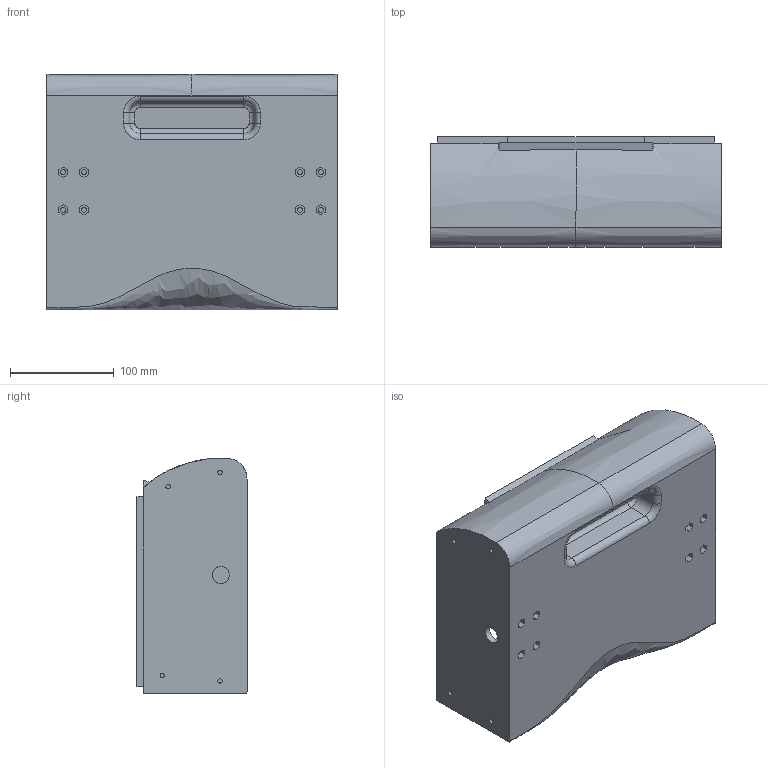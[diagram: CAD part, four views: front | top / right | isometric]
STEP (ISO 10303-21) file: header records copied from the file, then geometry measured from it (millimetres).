
FILE_DESCRIPTION(/* description */ (''),/* implementation_level */ '2;1');
FILE_NAME(/* name */ 'Motor_body_lower.step',/* time_stamp */ '2021-10-01T12:20:40+02:00',/* author */ (''),/* organization */ (''),/* preprocessor_version */ 'ST-DEVELOPER v18.1',/* originating_system */ 'Autodesk Translation Framework v10.10.0.1391',/* authorisation */ '');
FILE_SCHEMA (('AUTOMOTIVE_DESIGN { 1 0 10303 214 3 1 1 }'));
Length unit declared in the file: millimetre
Products named in the file (1): Main Body
Bounding box: 280 x 106 x 226.66 mm (x, y, z)
Volume: 1162730.3 mm3; surface area: 392819.1 mm2
Topology: 1 solids, 1 shells, 381 faces, 881 edges, 569 vertices
Faces by surface type: plane 225, cylinder 118, bspline 25, torus 8, cone 5
Full cylindrical faces by diameter (mm): 4.2 x8, 4.7 x30, 5 x8, 5.2 x10, 10 x22, 16.5 x2
Entity records: 12469 total; most frequent: CARTESIAN_POINT 3638, DIRECTION 1787, ORIENTED_EDGE 1748, EDGE_CURVE 874, AXIS2_PLACEMENT_3D 624, VERTEX_POINT 569, LINE 539, VECTOR 539
